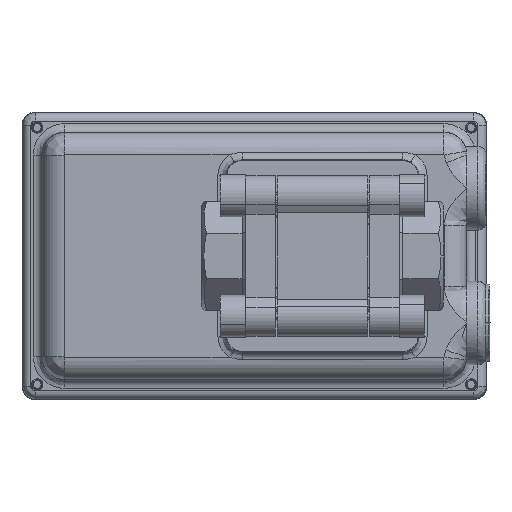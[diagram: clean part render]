
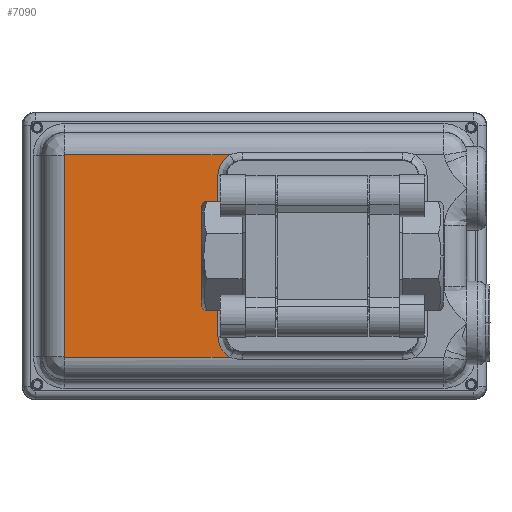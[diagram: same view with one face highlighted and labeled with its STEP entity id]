
A CAD part, front view. The second image highlights one B-rep face of the part: STEP entity #7090.
In plain terms, the highlighted planar face has unit normal (0, -1, 0).
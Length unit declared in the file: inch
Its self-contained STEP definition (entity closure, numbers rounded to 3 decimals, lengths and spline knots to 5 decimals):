
#18 = CARTESIAN_POINT ( 'NONE',  ( -1.55061, 3.37354, 1.319 ) ) ;
#1353 = CARTESIAN_POINT ( 'NONE',  ( -1.37092, 3.37354, 1.50059 ) ) ;
#1446 = PLANE ( 'NONE',  #45983 ) ;
#3489 = EDGE_CURVE ( 'NONE', #42906, #31060, #35225, .T. ) ;
#3677 = VERTEX_POINT ( 'NONE', #18179 ) ;
#4556 = CARTESIAN_POINT ( 'NONE',  ( 0.00018, 3.37354, -1.50095 ) ) ;
#4960 = EDGE_CURVE ( 'NONE', #6076, #16937, #32062, .T. ) ;
#6076 = VERTEX_POINT ( 'NONE', #8172 ) ;
#6447 = CARTESIAN_POINT ( 'NONE',  ( -3.82559, 3.37354, -1.49959 ) ) ;
#6765 = CARTESIAN_POINT ( 'NONE',  ( -3.82559, 3.37354, -0.00018 ) ) ;
#7090 = ADVANCED_FACE ( 'NONE', ( #19867 ), #1446, .F. ) ;
#8172 = CARTESIAN_POINT ( 'NONE',  ( -3.82232, 3.37354, -1.50095 ) ) ;
#8287 = VECTOR ( 'NONE', #27534, 39.37008 ) ;
#9110 = VECTOR ( 'NONE', #26623, 39.37008 ) ;
#9583 = CARTESIAN_POINT ( 'NONE',  ( -3.82232, 3.37354, 1.50059 ) ) ;
#10319 = LINE ( 'NONE', #41869, #9110 ) ;
#10724 = ORIENTED_EDGE ( 'NONE', *, *, #3489, .F. ) ;
#10890 = EDGE_CURVE ( 'NONE', #16937, #44018, #25264, .T. ) ;
#11562 = VERTEX_POINT ( 'NONE', #13388 ) ;
#13388 = CARTESIAN_POINT ( 'NONE',  ( -1.37092, 3.37354, -1.50095 ) ) ;
#15280 = CARTESIAN_POINT ( 'NONE',  ( -1.48493, 3.37354, 1.4337 ) ) ;
#16027 = CARTESIAN_POINT ( 'NONE',  ( -1.55061, 3.37354, -1.31936 ) ) ;
#16154 = DIRECTION ( 'NONE',  ( 1., 0., 0. ) ) ;
#16937 = VERTEX_POINT ( 'NONE', #42929 ) ;
#17094 = CARTESIAN_POINT ( 'NONE',  ( -3.82424, 3.37354, 1.50059 ) ) ;
#17857 = DIRECTION ( 'NONE',  ( 0., 1., 0. ) ) ;
#17982 = CARTESIAN_POINT ( 'NONE',  ( -3.82232, 3.37354, -1.50095 ) ) ;
#18179 = CARTESIAN_POINT ( 'NONE',  ( -1.55061, 3.37354, -1.18718 ) ) ;
#18366 = VERTEX_POINT ( 'NONE', #22843 ) ;
#18502 = LINE ( 'NONE', #4556, #8287 ) ;
#18604 = VECTOR ( 'NONE', #45143, 39.37008 ) ;
#19867 = FACE_OUTER_BOUND ( 'NONE', #39116, .T. ) ;
#20141 =( BOUNDED_CURVE ( )  B_SPLINE_CURVE ( 3, ( #42128, #15280, #18, #26865 ),
 .UNSPECIFIED., .F., .F. ) 
 B_SPLINE_CURVE_WITH_KNOTS ( ( 4, 4 ),
 ( 0., 1. ),
 .UNSPECIFIED. ) 
 CURVE ( )  GEOMETRIC_REPRESENTATION_ITEM ( )  RATIONAL_B_SPLINE_CURVE ( ( 1., 0.912, 0.912, 1. ) ) 
 REPRESENTATION_ITEM ( '' )  );
#20781 =( BOUNDED_CURVE ( )  B_SPLINE_CURVE ( 3, ( #32581, #24849, #17094, #9583 ),
 .UNSPECIFIED., .F., .F. ) 
 B_SPLINE_CURVE_WITH_KNOTS ( ( 4, 4 ),
 ( 0., 1. ),
 .UNSPECIFIED. ) 
 CURVE ( )  GEOMETRIC_REPRESENTATION_ITEM ( )  RATIONAL_B_SPLINE_CURVE ( ( 1., 0.805, 0.805, 1. ) ) 
 REPRESENTATION_ITEM ( '' )  );
#21247 = EDGE_CURVE ( 'NONE', #11562, #6076, #18502, .T. ) ;
#21836 = CARTESIAN_POINT ( 'NONE',  ( -3.82559, 3.37354, -1.49768 ) ) ;
#22114 =( BOUNDED_CURVE ( )  B_SPLINE_CURVE ( 3, ( #35181, #16027, #46718, #23763 ),
 .UNSPECIFIED., .F., .F. ) 
 B_SPLINE_CURVE_WITH_KNOTS ( ( 4, 4 ),
 ( 0., 1. ),
 .UNSPECIFIED. ) 
 CURVE ( )  GEOMETRIC_REPRESENTATION_ITEM ( )  RATIONAL_B_SPLINE_CURVE ( ( 1., 0.912, 0.912, 1. ) ) 
 REPRESENTATION_ITEM ( '' )  );
#22843 = CARTESIAN_POINT ( 'NONE',  ( -1.55061, 3.37354, 1.18682 ) ) ;
#23763 = CARTESIAN_POINT ( 'NONE',  ( -1.37092, 3.37354, -1.50095 ) ) ;
#24849 = CARTESIAN_POINT ( 'NONE',  ( -3.82559, 3.37354, 1.49924 ) ) ;
#25264 = LINE ( 'NONE', #6765, #18604 ) ;
#25471 = CARTESIAN_POINT ( 'NONE',  ( -3.82559, 3.37354, 1.49732 ) ) ;
#26623 = DIRECTION ( 'NONE',  ( 0., 0., -1. ) ) ;
#26865 = CARTESIAN_POINT ( 'NONE',  ( -1.55061, 3.37354, 1.18682 ) ) ;
#27391 = CARTESIAN_POINT ( 'NONE',  ( -3.82232, 3.37354, 1.50059 ) ) ;
#27459 = EDGE_CURVE ( 'NONE', #44018, #42906, #20781, .T. ) ;
#27534 = DIRECTION ( 'NONE',  ( -1., 0., 0. ) ) ;
#30791 = EDGE_CURVE ( 'NONE', #31060, #18366, #20141, .T. ) ;
#31060 = VERTEX_POINT ( 'NONE', #1353 ) ;
#31393 = ORIENTED_EDGE ( 'NONE', *, *, #40685, .F. ) ;
#32062 =( BOUNDED_CURVE ( )  B_SPLINE_CURVE ( 3, ( #17982, #48499, #6447, #21836 ),
 .UNSPECIFIED., .F., .F. ) 
 B_SPLINE_CURVE_WITH_KNOTS ( ( 4, 4 ),
 ( 0., 1. ),
 .UNSPECIFIED. ) 
 CURVE ( )  GEOMETRIC_REPRESENTATION_ITEM ( )  RATIONAL_B_SPLINE_CURVE ( ( 1., 0.805, 0.805, 1. ) ) 
 REPRESENTATION_ITEM ( '' )  );
#32581 = CARTESIAN_POINT ( 'NONE',  ( -3.82559, 3.37354, 1.49732 ) ) ;
#34301 = ORIENTED_EDGE ( 'NONE', *, *, #27459, .F. ) ;
#35181 = CARTESIAN_POINT ( 'NONE',  ( -1.55061, 3.37354, -1.18718 ) ) ;
#35225 = LINE ( 'NONE', #43002, #45425 ) ;
#39116 = EDGE_LOOP ( 'NONE', ( #40710, #10724, #34301, #43782, #48142, #41265, #42269, #31393 ) ) ;
#40306 = EDGE_CURVE ( 'NONE', #3677, #11562, #22114, .T. ) ;
#40685 = EDGE_CURVE ( 'NONE', #18366, #3677, #10319, .T. ) ;
#40710 = ORIENTED_EDGE ( 'NONE', *, *, #30791, .F. ) ;
#40862 = CARTESIAN_POINT ( 'NONE',  ( 1.80268, 3.37354, -1.49768 ) ) ;
#41265 = ORIENTED_EDGE ( 'NONE', *, *, #21247, .F. ) ;
#41869 = CARTESIAN_POINT ( 'NONE',  ( -1.55061, 3.37354, 1.18682 ) ) ;
#42128 = CARTESIAN_POINT ( 'NONE',  ( -1.37092, 3.37354, 1.50059 ) ) ;
#42269 = ORIENTED_EDGE ( 'NONE', *, *, #40306, .F. ) ;
#42906 = VERTEX_POINT ( 'NONE', #27391 ) ;
#42929 = CARTESIAN_POINT ( 'NONE',  ( -3.82559, 3.37354, -1.49768 ) ) ;
#43002 = CARTESIAN_POINT ( 'NONE',  ( 1.80268, 3.37354, 1.50059 ) ) ;
#43782 = ORIENTED_EDGE ( 'NONE', *, *, #10890, .F. ) ;
#44018 = VERTEX_POINT ( 'NONE', #25471 ) ;
#44709 = DIRECTION ( 'NONE',  ( -1., 0., -0.015 ) ) ;
#45143 = DIRECTION ( 'NONE',  ( 0., 0., 1. ) ) ;
#45425 = VECTOR ( 'NONE', #16154, 39.37008 ) ;
#45983 = AXIS2_PLACEMENT_3D ( 'NONE', #40862, #17857, #44709 ) ;
#46718 = CARTESIAN_POINT ( 'NONE',  ( -1.48493, 3.37354, -1.43406 ) ) ;
#48142 = ORIENTED_EDGE ( 'NONE', *, *, #4960, .F. ) ;
#48499 = CARTESIAN_POINT ( 'NONE',  ( -3.82424, 3.37354, -1.50095 ) ) ;
